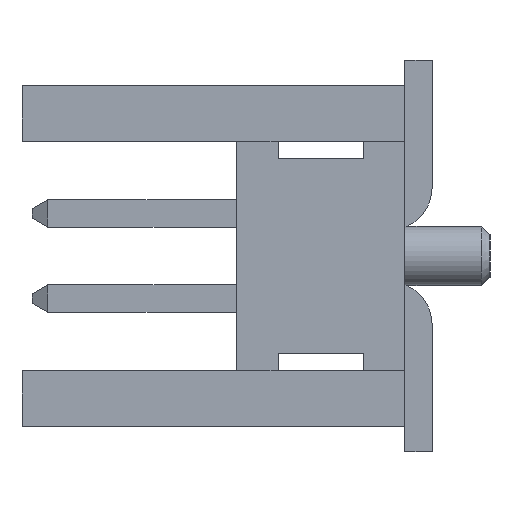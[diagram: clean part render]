
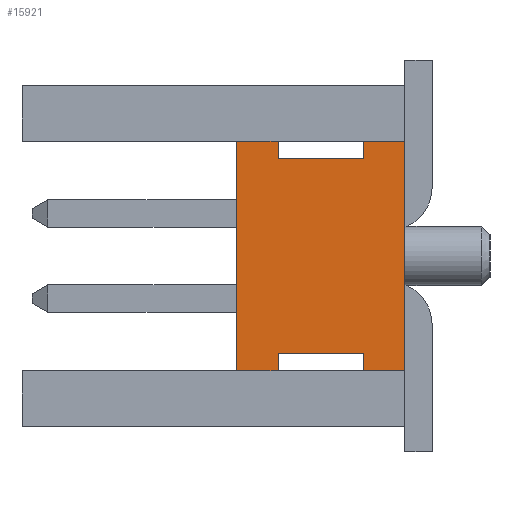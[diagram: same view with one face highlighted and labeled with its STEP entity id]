
A CAD part, left-side view. The second image highlights one B-rep face of the part: STEP entity #15921.
In plain terms, the highlighted planar face has unit normal (-1, 0, 0).
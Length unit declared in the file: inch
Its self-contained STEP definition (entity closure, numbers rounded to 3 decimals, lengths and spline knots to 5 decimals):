
#346=ORIENTED_EDGE('',*,*,#4994,.F.);
#347=ORIENTED_EDGE('',*,*,#4995,.F.);
#348=ORIENTED_EDGE('',*,*,#4885,.T.);
#349=ORIENTED_EDGE('',*,*,#4996,.T.);
#350=ORIENTED_EDGE('',*,*,#4876,.F.);
#351=ORIENTED_EDGE('',*,*,#4997,.F.);
#352=ORIENTED_EDGE('',*,*,#4998,.F.);
#353=ORIENTED_EDGE('',*,*,#4999,.F.);
#354=ORIENTED_EDGE('',*,*,#4881,.F.);
#355=ORIENTED_EDGE('',*,*,#5000,.F.);
#356=ORIENTED_EDGE('',*,*,#4889,.T.);
#357=ORIENTED_EDGE('',*,*,#5001,.F.);
#4876=EDGE_CURVE('',#7214,#7215,#8724,.T.);
#4881=EDGE_CURVE('',#7218,#7217,#8729,.T.);
#4885=EDGE_CURVE('',#7220,#7222,#8733,.T.);
#4889=EDGE_CURVE('',#7224,#7226,#8737,.T.);
#4994=EDGE_CURVE('',#7299,#7300,#8842,.T.);
#4995=EDGE_CURVE('',#7220,#7299,#8843,.T.);
#4996=EDGE_CURVE('',#7222,#7215,#8844,.T.);
#4997=EDGE_CURVE('',#7301,#7214,#8845,.T.);
#4998=EDGE_CURVE('',#7302,#7301,#8846,.T.);
#4999=EDGE_CURVE('',#7217,#7302,#8847,.T.);
#5000=EDGE_CURVE('',#7224,#7218,#8848,.T.);
#5001=EDGE_CURVE('',#7300,#7226,#8849,.T.);
#7214=VERTEX_POINT('',#21905);
#7215=VERTEX_POINT('',#21907);
#7217=VERTEX_POINT('',#21912);
#7218=VERTEX_POINT('',#21915);
#7220=VERTEX_POINT('',#21920);
#7222=VERTEX_POINT('',#21924);
#7224=VERTEX_POINT('',#21929);
#7226=VERTEX_POINT('',#21933);
#7299=VERTEX_POINT('',#22147);
#7300=VERTEX_POINT('',#22148);
#7301=VERTEX_POINT('',#22152);
#7302=VERTEX_POINT('',#22154);
#8724=LINE('',#21906,#10980);
#8729=LINE('',#21916,#10985);
#8733=LINE('',#21925,#10989);
#8737=LINE('',#21934,#10993);
#8842=LINE('',#22146,#11098);
#8843=LINE('',#22149,#11099);
#8844=LINE('',#22150,#11100);
#8845=LINE('',#22151,#11101);
#8846=LINE('',#22153,#11102);
#8847=LINE('',#22155,#11103);
#8848=LINE('',#22156,#11104);
#8849=LINE('',#22157,#11105);
#10980=VECTOR('',#17750,39.37008);
#10985=VECTOR('',#17757,39.37008);
#10989=VECTOR('',#17763,39.37008);
#10993=VECTOR('',#17769,39.37008);
#11098=VECTOR('',#17944,39.37008);
#11099=VECTOR('',#17945,39.37008);
#11100=VECTOR('',#17946,39.37008);
#11101=VECTOR('',#17947,39.37008);
#11102=VECTOR('',#17948,39.37008);
#11103=VECTOR('',#17949,39.37008);
#11104=VECTOR('',#17950,39.37008);
#11105=VECTOR('',#17951,39.37008);
#13253=EDGE_LOOP('',(#346,#347,#348,#349,#350,#351,#352,#353,#354,#355,
#356,#357));
#14183=FACE_BOUND('',#13253,.T.);
#15113=PLANE('',#16812);
#15921=ADVANCED_FACE('',(#14183),#15113,.F.);
#16812=AXIS2_PLACEMENT_3D('',#22145,#17942,#17943);
#17750=DIRECTION('',(0.,-1.,0.));
#17757=DIRECTION('',(0.,-1.,0.));
#17763=DIRECTION('',(0.,-1.,0.));
#17769=DIRECTION('',(0.,-1.,0.));
#17942=DIRECTION('',(1.,0.,0.));
#17943=DIRECTION('',(0.,0.,-1.));
#17944=DIRECTION('',(0.,1.,0.));
#17945=DIRECTION('',(0.,0.,1.));
#17946=DIRECTION('',(0.,0.,1.));
#17947=DIRECTION('',(0.,0.,1.));
#17948=DIRECTION('',(0.,-1.,0.));
#17949=DIRECTION('',(0.,0.,-1.));
#17950=DIRECTION('',(0.,0.,1.));
#17951=DIRECTION('',(0.,0.,-1.));
#21905=CARTESIAN_POINT('',(-0.5,0.0245,0.0675));
#21906=CARTESIAN_POINT('',(-0.5,0.099,0.0675));
#21907=CARTESIAN_POINT('',(-0.5,0.,0.0675));
#21912=CARTESIAN_POINT('',(-0.5,0.0745,0.0675));
#21915=CARTESIAN_POINT('',(-0.5,0.099,0.0675));
#21916=CARTESIAN_POINT('',(-0.5,0.099,0.0675));
#21920=CARTESIAN_POINT('',(-0.5,0.0245,-0.0675));
#21924=CARTESIAN_POINT('',(-0.5,0.,-0.0675));
#21925=CARTESIAN_POINT('',(-0.5,0.099,-0.0675));
#21929=CARTESIAN_POINT('',(-0.5,0.099,-0.0675));
#21933=CARTESIAN_POINT('',(-0.5,0.0745,-0.0675));
#21934=CARTESIAN_POINT('',(-0.5,0.099,-0.0675));
#22145=CARTESIAN_POINT('',(-0.5,0.099,-0.0675));
#22146=CARTESIAN_POINT('',(-0.5,0.0245,-0.0575));
#22147=CARTESIAN_POINT('',(-0.5,0.0245,-0.0575));
#22148=CARTESIAN_POINT('',(-0.5,0.0745,-0.0575));
#22149=CARTESIAN_POINT('',(-0.5,0.0245,-0.0675));
#22150=CARTESIAN_POINT('',(-0.5,0.,-0.0675));
#22151=CARTESIAN_POINT('',(-0.5,0.0245,0.0575));
#22152=CARTESIAN_POINT('',(-0.5,0.0245,0.0575));
#22153=CARTESIAN_POINT('',(-0.5,0.0745,0.0575));
#22154=CARTESIAN_POINT('',(-0.5,0.0745,0.0575));
#22155=CARTESIAN_POINT('',(-0.5,0.0745,0.0675));
#22156=CARTESIAN_POINT('',(-0.5,0.099,-0.0675));
#22157=CARTESIAN_POINT('',(-0.5,0.0745,-0.0575));
